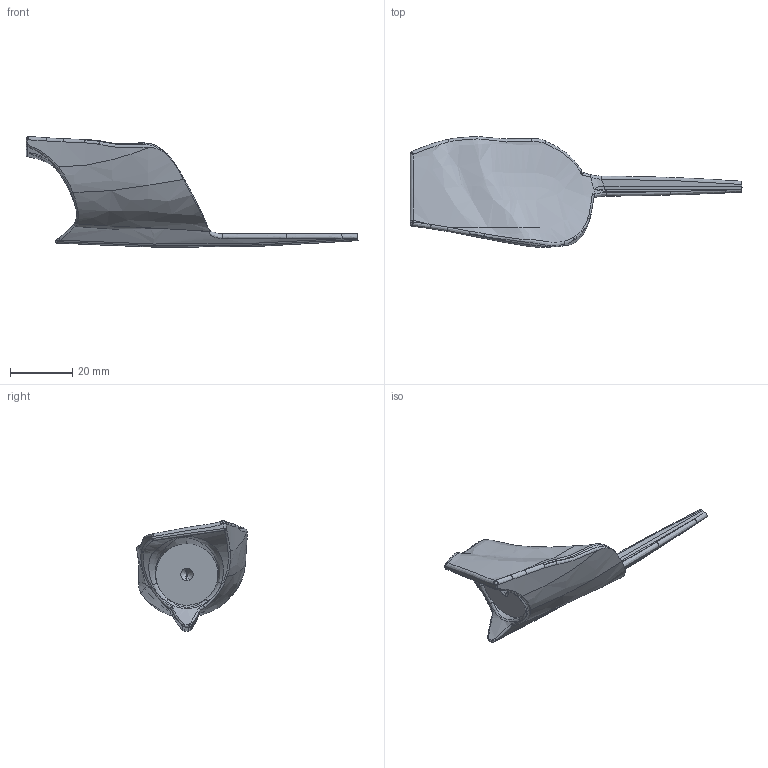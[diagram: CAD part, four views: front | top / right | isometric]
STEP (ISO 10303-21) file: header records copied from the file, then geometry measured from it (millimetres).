
FILE_DESCRIPTION (( 'STEP AP214' ), '1' );
FILE_NAME ('íàêëàäêà ëåâàÿ.STEP', '2019-12-27T14:05:13', ( '' ), ( '' ), 'SwSTEP 2.0', 'SolidWorks 2019', '' );
FILE_SCHEMA (( 'AUTOMOTIVE_DESIGN' ));
Length unit declared in the file: millimetre
Products named in the file (1): íàêëàäêà ëåâàÿ
Bounding box: 106.66 x 35.53 x 35.52 mm (x, y, z)
Volume: 22690.9 mm3; surface area: 6699.7 mm2
Topology: 1 solids, 1 shells, 107 faces, 276 edges, 165 vertices
Faces by surface type: bspline 89, plane 7, cone 5, sphere 4, cylinder 2
Entity records: 31043 total; most frequent: CARTESIAN_POINT 29184, ORIENTED_EDGE 536, EDGE_CURVE 268, B_SPLINE_CURVE_WITH_KNOTS 200, VERTEX_POINT 165, DIRECTION 152, EDGE_LOOP 109, FACE_OUTER_BOUND 107
